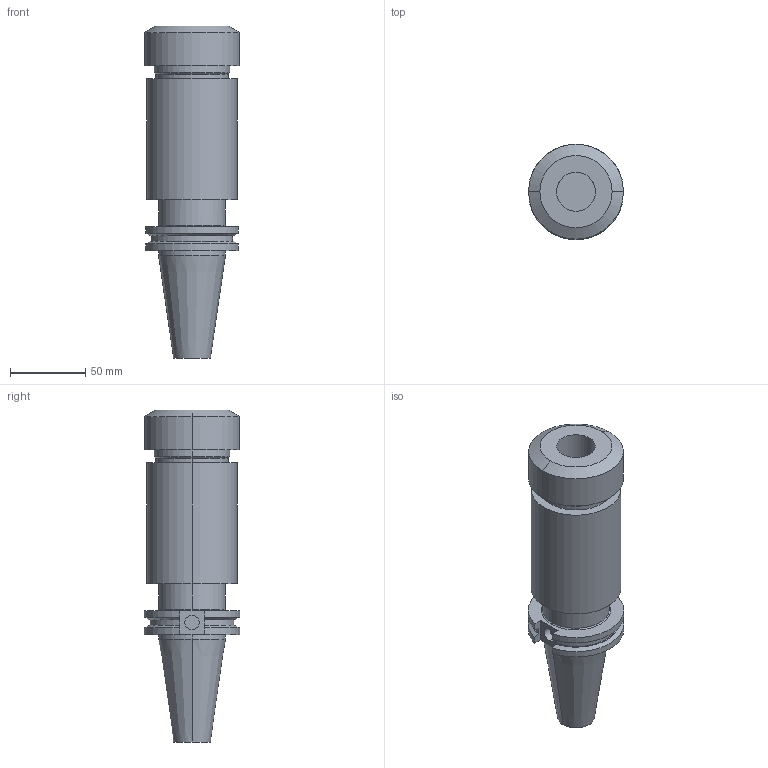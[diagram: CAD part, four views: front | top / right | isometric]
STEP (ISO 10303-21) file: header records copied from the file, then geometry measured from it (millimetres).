
FILE_DESCRIPTION (( 'STEP AP203' ), '1' );
FILE_NAME ('STP-22265.STEP', '2018-09-18T09:09:46', ( 'user' ), ( '' ), 'SwSTEP 2.0', 'SolidWorks 2015', '' );
FILE_SCHEMA (( 'CONFIG_CONTROL_DESIGN' ));
Length unit declared in the file: millimetre
Products named in the file (1): STP-22265
Bounding box: 63 x 63.26 x 220.65 mm (x, y, z)
Volume: 432566.1 mm3; surface area: 51235.4 mm2
Topology: 1 solids, 1 shells, 64 faces, 149 edges, 94 vertices
Faces by surface type: cylinder 28, plane 21, cone 12, torus 2, bspline 1
Entity records: 1952 total; most frequent: CARTESIAN_POINT 381, DIRECTION 334, ORIENTED_EDGE 294, EDGE_CURVE 147, AXIS2_PLACEMENT_3D 133, VERTEX_POINT 94, EDGE_LOOP 73, CIRCLE 69
